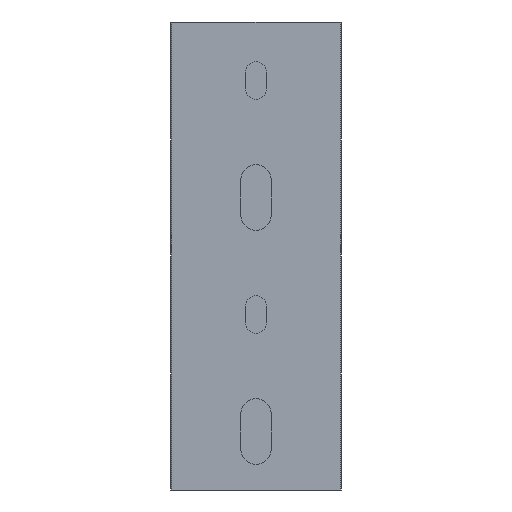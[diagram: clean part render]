
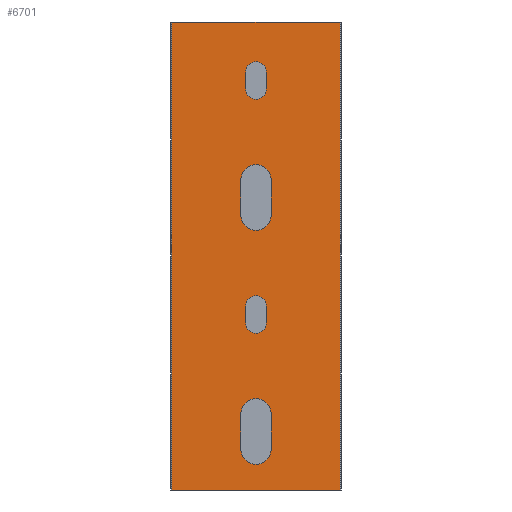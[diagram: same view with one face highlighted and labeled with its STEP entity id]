
A CAD part, front view. The second image highlights one B-rep face of the part: STEP entity #6701.
In plain terms, the highlighted planar face has unit normal (0, -1, 0).
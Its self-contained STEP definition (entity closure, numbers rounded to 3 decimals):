
#1654=DIRECTION('',(1.,0.,0.));
#1655=VECTOR('',#1654,35.9);
#1656=CARTESIAN_POINT('',(-17.95,0.,100.));
#1657=LINE('',#1656,#1655);
#1658=DIRECTION('',(0.,0.,1.));
#1659=VECTOR('',#1658,100.);
#1660=CARTESIAN_POINT('',(17.95,0.,0.));
#1661=LINE('',#1660,#1659);
#1662=DIRECTION('',(-1.,0.,0.));
#1663=VECTOR('',#1662,35.9);
#1664=CARTESIAN_POINT('',(17.95,0.,0.));
#1665=LINE('',#1664,#1663);
#1666=DIRECTION('',(0.,0.,1.));
#1667=VECTOR('',#1666,100.);
#1668=CARTESIAN_POINT('',(-17.95,0.,0.));
#1669=LINE('',#1668,#1667);
#1670=CARTESIAN_POINT('',(0.,0.,8.75));
#1671=DIRECTION('',(0.,1.,0.));
#1672=DIRECTION('',(1.,0.,0.));
#1673=AXIS2_PLACEMENT_3D('',#1670,#1671,#1672);
#1675=DIRECTION('',(0.,0.,-1.));
#1676=VECTOR('',#1675,7.5);
#1677=CARTESIAN_POINT('',(3.25,0.,16.25));
#1678=LINE('',#1677,#1676);
#1679=CARTESIAN_POINT('',(0.,0.,16.25));
#1680=DIRECTION('',(0.,1.,0.));
#1681=DIRECTION('',(-1.,0.,0.));
#1682=AXIS2_PLACEMENT_3D('',#1679,#1680,#1681);
#1684=DIRECTION('',(0.,0.,1.));
#1685=VECTOR('',#1684,7.5);
#1686=CARTESIAN_POINT('',(-3.25,0.,8.75));
#1687=LINE('',#1686,#1685);
#1688=CARTESIAN_POINT('',(0.,0.,35.75));
#1689=DIRECTION('',(0.,1.,0.));
#1690=DIRECTION('',(1.,0.,0.));
#1691=AXIS2_PLACEMENT_3D('',#1688,#1689,#1690);
#1693=DIRECTION('',(0.,0.,-1.));
#1694=VECTOR('',#1693,3.5);
#1695=CARTESIAN_POINT('',(2.25,0.,39.25));
#1696=LINE('',#1695,#1694);
#1697=CARTESIAN_POINT('',(0.,0.,39.25));
#1698=DIRECTION('',(0.,1.,0.));
#1699=DIRECTION('',(-1.,0.,0.));
#1700=AXIS2_PLACEMENT_3D('',#1697,#1698,#1699);
#1702=DIRECTION('',(0.,0.,1.));
#1703=VECTOR('',#1702,3.5);
#1704=CARTESIAN_POINT('',(-2.25,0.,35.75));
#1705=LINE('',#1704,#1703);
#1706=CARTESIAN_POINT('',(0.,0.,58.75));
#1707=DIRECTION('',(0.,1.,0.));
#1708=DIRECTION('',(1.,0.,0.));
#1709=AXIS2_PLACEMENT_3D('',#1706,#1707,#1708);
#1711=DIRECTION('',(0.,0.,-1.));
#1712=VECTOR('',#1711,7.5);
#1713=CARTESIAN_POINT('',(3.25,0.,66.25));
#1714=LINE('',#1713,#1712);
#1715=CARTESIAN_POINT('',(0.,0.,66.25));
#1716=DIRECTION('',(0.,1.,0.));
#1717=DIRECTION('',(-1.,0.,0.));
#1718=AXIS2_PLACEMENT_3D('',#1715,#1716,#1717);
#1720=DIRECTION('',(0.,0.,1.));
#1721=VECTOR('',#1720,7.5);
#1722=CARTESIAN_POINT('',(-3.25,0.,58.75));
#1723=LINE('',#1722,#1721);
#1724=CARTESIAN_POINT('',(0.,0.,85.75));
#1725=DIRECTION('',(0.,1.,0.));
#1726=DIRECTION('',(1.,0.,0.));
#1727=AXIS2_PLACEMENT_3D('',#1724,#1725,#1726);
#1729=DIRECTION('',(0.,0.,-1.));
#1730=VECTOR('',#1729,3.5);
#1731=CARTESIAN_POINT('',(2.25,0.,89.25));
#1732=LINE('',#1731,#1730);
#1733=CARTESIAN_POINT('',(0.,0.,89.25));
#1734=DIRECTION('',(0.,1.,0.));
#1735=DIRECTION('',(-1.,0.,0.));
#1736=AXIS2_PLACEMENT_3D('',#1733,#1734,#1735);
#1738=DIRECTION('',(0.,0.,1.));
#1739=VECTOR('',#1738,3.5);
#1740=CARTESIAN_POINT('',(-2.25,0.,85.75));
#1741=LINE('',#1740,#1739);
#3563=CARTESIAN_POINT('',(-17.95,0.,0.));
#3565=VERTEX_POINT('',#3563);
#3577=CARTESIAN_POINT('',(-17.95,0.,100.));
#3579=VERTEX_POINT('',#3577);
#3591=CARTESIAN_POINT('',(17.95,0.,0.));
#3593=VERTEX_POINT('',#3591);
#3605=CARTESIAN_POINT('',(17.95,0.,100.));
#3607=VERTEX_POINT('',#3605);
#3618=CARTESIAN_POINT('',(3.25,0.,8.75));
#3619=CARTESIAN_POINT('',(-3.25,0.,8.75));
#3620=VERTEX_POINT('',#3618);
#3621=VERTEX_POINT('',#3619);
#3622=CARTESIAN_POINT('',(-3.25,0.,16.25));
#3623=VERTEX_POINT('',#3622);
#3624=CARTESIAN_POINT('',(3.25,0.,16.25));
#3625=VERTEX_POINT('',#3624);
#3626=CARTESIAN_POINT('',(2.25,0.,35.75));
#3627=CARTESIAN_POINT('',(-2.25,0.,35.75));
#3628=VERTEX_POINT('',#3626);
#3629=VERTEX_POINT('',#3627);
#3630=CARTESIAN_POINT('',(-2.25,0.,39.25));
#3631=VERTEX_POINT('',#3630);
#3632=CARTESIAN_POINT('',(2.25,0.,39.25));
#3633=VERTEX_POINT('',#3632);
#3650=CARTESIAN_POINT('',(3.25,0.,58.75));
#3651=CARTESIAN_POINT('',(-3.25,0.,58.75));
#3652=VERTEX_POINT('',#3650);
#3653=VERTEX_POINT('',#3651);
#3654=CARTESIAN_POINT('',(-3.25,0.,66.25));
#3655=VERTEX_POINT('',#3654);
#3656=CARTESIAN_POINT('',(3.25,0.,66.25));
#3657=VERTEX_POINT('',#3656);
#3658=CARTESIAN_POINT('',(2.25,0.,85.75));
#3659=CARTESIAN_POINT('',(-2.25,0.,85.75));
#3660=VERTEX_POINT('',#3658);
#3661=VERTEX_POINT('',#3659);
#3662=CARTESIAN_POINT('',(-2.25,0.,89.25));
#3663=VERTEX_POINT('',#3662);
#3664=CARTESIAN_POINT('',(2.25,0.,89.25));
#3665=VERTEX_POINT('',#3664);
#6649=CARTESIAN_POINT('',(-17.95,0.,0.));
#6650=DIRECTION('',(0.,-1.,0.));
#6651=DIRECTION('',(1.,0.,0.));
#6652=AXIS2_PLACEMENT_3D('',#6649,#6650,#6651);
#6653=PLANE('',#6652);
#6654=ORIENTED_EDGE('',*,*,#6609,.T.);
#6655=ORIENTED_EDGE('',*,*,#6642,.F.);
#6656=ORIENTED_EDGE('',*,*,#4577,.T.);
#6658=ORIENTED_EDGE('',*,*,#6657,.T.);
#6659=EDGE_LOOP('',(#6654,#6655,#6656,#6658));
#6660=FACE_OUTER_BOUND('',#6659,.F.);
#6662=ORIENTED_EDGE('',*,*,#6661,.F.);
#6664=ORIENTED_EDGE('',*,*,#6663,.F.);
#6666=ORIENTED_EDGE('',*,*,#6665,.F.);
#6668=ORIENTED_EDGE('',*,*,#6667,.F.);
#6669=EDGE_LOOP('',(#6662,#6664,#6666,#6668));
#6670=FACE_BOUND('',#6669,.F.);
#6672=ORIENTED_EDGE('',*,*,#6671,.F.);
#6674=ORIENTED_EDGE('',*,*,#6673,.F.);
#6676=ORIENTED_EDGE('',*,*,#6675,.F.);
#6678=ORIENTED_EDGE('',*,*,#6677,.F.);
#6679=EDGE_LOOP('',(#6672,#6674,#6676,#6678));
#6680=FACE_BOUND('',#6679,.F.);
#6682=ORIENTED_EDGE('',*,*,#6681,.F.);
#6684=ORIENTED_EDGE('',*,*,#6683,.F.);
#6686=ORIENTED_EDGE('',*,*,#6685,.F.);
#6688=ORIENTED_EDGE('',*,*,#6687,.F.);
#6689=EDGE_LOOP('',(#6682,#6684,#6686,#6688));
#6690=FACE_BOUND('',#6689,.F.);
#6692=ORIENTED_EDGE('',*,*,#6691,.F.);
#6694=ORIENTED_EDGE('',*,*,#6693,.F.);
#6696=ORIENTED_EDGE('',*,*,#6695,.F.);
#6698=ORIENTED_EDGE('',*,*,#6697,.F.);
#6699=EDGE_LOOP('',(#6692,#6694,#6696,#6698));
#6700=FACE_BOUND('',#6699,.F.);
#1674=CIRCLE('',#1673,3.25);
#1683=CIRCLE('',#1682,3.25);
#1692=CIRCLE('',#1691,2.25);
#1701=CIRCLE('',#1700,2.25);
#1710=CIRCLE('',#1709,3.25);
#1719=CIRCLE('',#1718,3.25);
#1728=CIRCLE('',#1727,2.25);
#1737=CIRCLE('',#1736,2.25);
#4577=EDGE_CURVE('',#3593,#3565,#1665,.T.);
#6609=EDGE_CURVE('',#3579,#3607,#1657,.T.);
#6642=EDGE_CURVE('',#3593,#3607,#1661,.T.);
#6657=EDGE_CURVE('',#3565,#3579,#1669,.T.);
#6661=EDGE_CURVE('',#3620,#3621,#1674,.T.);
#6663=EDGE_CURVE('',#3625,#3620,#1678,.T.);
#6665=EDGE_CURVE('',#3623,#3625,#1683,.T.);
#6667=EDGE_CURVE('',#3621,#3623,#1687,.T.);
#6671=EDGE_CURVE('',#3628,#3629,#1692,.T.);
#6673=EDGE_CURVE('',#3633,#3628,#1696,.T.);
#6675=EDGE_CURVE('',#3631,#3633,#1701,.T.);
#6677=EDGE_CURVE('',#3629,#3631,#1705,.T.);
#6681=EDGE_CURVE('',#3652,#3653,#1710,.T.);
#6683=EDGE_CURVE('',#3657,#3652,#1714,.T.);
#6685=EDGE_CURVE('',#3655,#3657,#1719,.T.);
#6687=EDGE_CURVE('',#3653,#3655,#1723,.T.);
#6691=EDGE_CURVE('',#3660,#3661,#1728,.T.);
#6693=EDGE_CURVE('',#3665,#3660,#1732,.T.);
#6695=EDGE_CURVE('',#3663,#3665,#1737,.T.);
#6697=EDGE_CURVE('',#3661,#3663,#1741,.T.);
#6701=ADVANCED_FACE('',(#6660,#6670,#6680,#6690,#6700),#6653,.T.);
